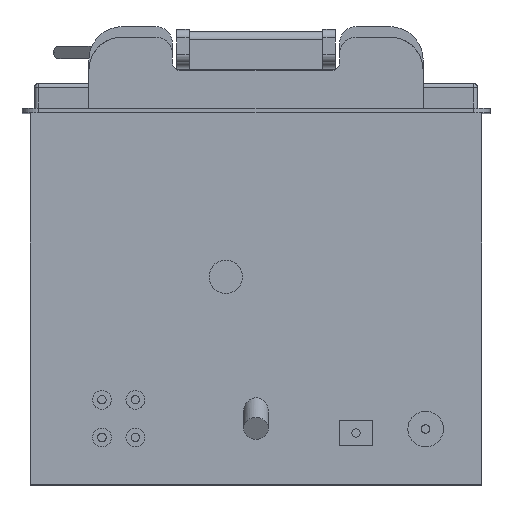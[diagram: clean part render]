
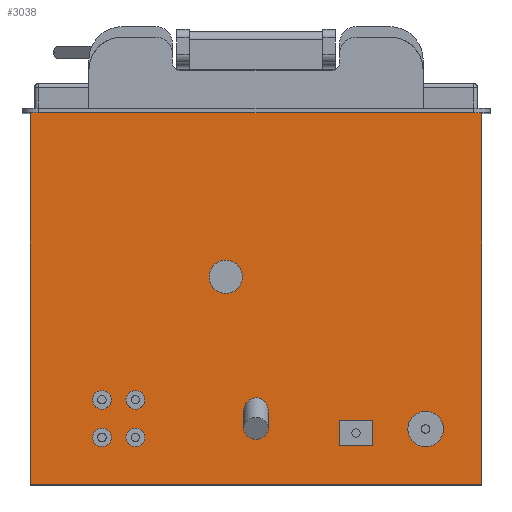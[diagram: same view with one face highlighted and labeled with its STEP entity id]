
A CAD part, top view. The second image highlights one B-rep face of the part: STEP entity #3038.
In plain terms, the highlighted planar face has unit normal (0, 0, 1).
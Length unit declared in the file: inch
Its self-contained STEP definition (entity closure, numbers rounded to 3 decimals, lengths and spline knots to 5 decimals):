
#5=DIRECTION('',(1.,0.,0.));
#6=VECTOR('',#5,13.5);
#7=CARTESIAN_POINT('',(-6.75,0.,6.75));
#8=LINE('',#7,#6);
#145=DIRECTION('',(0.,1.,0.));
#146=VECTOR('',#145,11.125);
#147=CARTESIAN_POINT('',(6.75,0.,6.75));
#148=LINE('',#147,#146);
#149=DIRECTION('',(1.,0.,0.));
#150=VECTOR('',#149,13.5);
#151=CARTESIAN_POINT('',(-6.75,11.125,6.75));
#152=LINE('',#151,#150);
#153=DIRECTION('',(0.,1.,0.));
#154=VECTOR('',#153,11.125);
#155=CARTESIAN_POINT('',(-6.75,0.,6.75));
#156=LINE('',#155,#154);
#157=CARTESIAN_POINT('',(-0.9055,6.213,6.75));
#158=DIRECTION('',(0.,0.,1.));
#159=DIRECTION('',(1.,0.,0.));
#160=AXIS2_PLACEMENT_3D('',#157,#158,#159);
#162=CARTESIAN_POINT('',(-0.9055,6.213,6.75));
#163=DIRECTION('',(0.,0.,1.));
#164=DIRECTION('',(-1.,0.,0.));
#165=AXIS2_PLACEMENT_3D('',#162,#163,#164);
#167=CARTESIAN_POINT('',(0.375,2.16506,6.75));
#168=CARTESIAN_POINT('',(0.375,2.21609,6.75));
#169=CARTESIAN_POINT('',(0.35891,2.32634,6.75));
#170=CARTESIAN_POINT('',(0.27334,2.48039,6.75));
#171=CARTESIAN_POINT('',(0.13872,2.57958,6.75));
#172=CARTESIAN_POINT('',(0.,2.60732,6.75));
#173=CARTESIAN_POINT('',(-0.13872,2.57958,6.75));
#174=CARTESIAN_POINT('',(-0.27334,2.48039,6.75));
#175=CARTESIAN_POINT('',(-0.35891,2.32634,6.75));
#176=CARTESIAN_POINT('',(-0.375,2.21609,6.75));
#177=CARTESIAN_POINT('',(-0.375,2.16506,6.75));
#179=CARTESIAN_POINT('',(-0.375,2.16506,6.75));
#180=CARTESIAN_POINT('',(-0.375,2.11403,6.75));
#181=CARTESIAN_POINT('',(-0.35891,2.00379,6.75));
#182=CARTESIAN_POINT('',(-0.27334,1.84973,6.75));
#183=CARTESIAN_POINT('',(-0.13872,1.75055,6.75));
#184=CARTESIAN_POINT('',(0.,1.7228,6.75));
#185=CARTESIAN_POINT('',(0.13872,1.75055,6.75));
#186=CARTESIAN_POINT('',(0.27334,1.84973,6.75));
#187=CARTESIAN_POINT('',(0.35891,2.00379,6.75));
#188=CARTESIAN_POINT('',(0.375,2.11403,6.75));
#189=CARTESIAN_POINT('',(0.375,2.16506,6.75));
#191=DIRECTION('',(0.,-1.,0.));
#192=VECTOR('',#191,0.75);
#193=CARTESIAN_POINT('',(2.49082,1.91574,6.75));
#194=LINE('',#193,#192);
#195=DIRECTION('',(1.,0.,0.));
#196=VECTOR('',#195,1.);
#197=CARTESIAN_POINT('',(2.49082,1.16574,6.75));
#198=LINE('',#197,#196);
#199=DIRECTION('',(0.,1.,0.));
#200=VECTOR('',#199,0.75);
#201=CARTESIAN_POINT('',(3.49082,1.16574,6.75));
#202=LINE('',#201,#200);
#203=DIRECTION('',(-1.,0.,0.));
#204=VECTOR('',#203,1.);
#205=CARTESIAN_POINT('',(3.49082,1.91574,6.75));
#206=LINE('',#205,#204);
#207=CARTESIAN_POINT('',(5.0735,1.66,6.75));
#208=DIRECTION('',(0.,0.,1.));
#209=DIRECTION('',(1.,0.,0.));
#210=AXIS2_PLACEMENT_3D('',#207,#208,#209);
#212=CARTESIAN_POINT('',(5.0735,1.66,6.75));
#213=DIRECTION('',(0.,0.,1.));
#214=DIRECTION('',(-1.,0.,0.));
#215=AXIS2_PLACEMENT_3D('',#212,#213,#214);
#217=CARTESIAN_POINT('',(-3.6095,1.41,6.75));
#218=DIRECTION('',(0.,0.,1.));
#219=DIRECTION('',(1.,0.,0.));
#220=AXIS2_PLACEMENT_3D('',#217,#218,#219);
#222=CARTESIAN_POINT('',(-3.6095,1.41,6.75));
#223=DIRECTION('',(0.,0.,1.));
#224=DIRECTION('',(-1.,0.,0.));
#225=AXIS2_PLACEMENT_3D('',#222,#223,#224);
#227=CARTESIAN_POINT('',(-4.6095,1.41,6.75));
#228=DIRECTION('',(0.,0.,1.));
#229=DIRECTION('',(1.,0.,0.));
#230=AXIS2_PLACEMENT_3D('',#227,#228,#229);
#232=CARTESIAN_POINT('',(-4.6095,1.41,6.75));
#233=DIRECTION('',(0.,0.,1.));
#234=DIRECTION('',(-1.,0.,0.));
#235=AXIS2_PLACEMENT_3D('',#232,#233,#234);
#237=CARTESIAN_POINT('',(-3.6095,2.535,6.75));
#238=DIRECTION('',(0.,0.,1.));
#239=DIRECTION('',(1.,0.,0.));
#240=AXIS2_PLACEMENT_3D('',#237,#238,#239);
#242=CARTESIAN_POINT('',(-3.6095,2.535,6.75));
#243=DIRECTION('',(0.,0.,1.));
#244=DIRECTION('',(-1.,0.,0.));
#245=AXIS2_PLACEMENT_3D('',#242,#243,#244);
#247=CARTESIAN_POINT('',(-4.6095,2.535,6.75));
#248=DIRECTION('',(0.,0.,1.));
#249=DIRECTION('',(1.,0.,0.));
#250=AXIS2_PLACEMENT_3D('',#247,#248,#249);
#252=CARTESIAN_POINT('',(-4.6095,2.535,6.75));
#253=DIRECTION('',(0.,0.,1.));
#254=DIRECTION('',(-1.,0.,0.));
#255=AXIS2_PLACEMENT_3D('',#252,#253,#254);
#2224=CARTESIAN_POINT('',(-6.75,0.,6.75));
#2226=VERTEX_POINT('',#2224);
#2227=CARTESIAN_POINT('',(6.75,0.,6.75));
#2228=VERTEX_POINT('',#2227);
#2232=CARTESIAN_POINT('',(-6.75,11.125,6.75));
#2234=VERTEX_POINT('',#2232);
#2235=CARTESIAN_POINT('',(6.75,11.125,6.75));
#2236=VERTEX_POINT('',#2235);
#2679=CARTESIAN_POINT('',(-0.4055,6.213,6.75));
#2680=CARTESIAN_POINT('',(-1.4055,6.213,6.75));
#2681=VERTEX_POINT('',#2679);
#2682=VERTEX_POINT('',#2680);
#2687=VERTEX_POINT('',#167);
#2688=VERTEX_POINT('',#177);
#2697=CARTESIAN_POINT('',(2.49082,1.91574,6.75));
#2698=CARTESIAN_POINT('',(2.49082,1.16574,6.75));
#2699=VERTEX_POINT('',#2697);
#2700=VERTEX_POINT('',#2698);
#2701=CARTESIAN_POINT('',(3.49082,1.16574,6.75));
#2702=VERTEX_POINT('',#2701);
#2703=CARTESIAN_POINT('',(3.49082,1.91574,6.75));
#2704=VERTEX_POINT('',#2703);
#2717=CARTESIAN_POINT('',(5.60475,1.66,6.75));
#2718=CARTESIAN_POINT('',(4.54225,1.66,6.75));
#2719=VERTEX_POINT('',#2717);
#2720=VERTEX_POINT('',#2718);
#2733=CARTESIAN_POINT('',(-3.3295,1.41,6.75));
#2734=CARTESIAN_POINT('',(-3.8895,1.41,6.75));
#2735=VERTEX_POINT('',#2733);
#2736=VERTEX_POINT('',#2734);
#2741=CARTESIAN_POINT('',(-4.3295,1.41,6.75));
#2742=CARTESIAN_POINT('',(-4.8895,1.41,6.75));
#2743=VERTEX_POINT('',#2741);
#2744=VERTEX_POINT('',#2742);
#2749=CARTESIAN_POINT('',(-3.3295,2.535,6.75));
#2750=CARTESIAN_POINT('',(-3.8895,2.535,6.75));
#2751=VERTEX_POINT('',#2749);
#2752=VERTEX_POINT('',#2750);
#2757=CARTESIAN_POINT('',(-4.3295,2.535,6.75));
#2758=CARTESIAN_POINT('',(-4.8895,2.535,6.75));
#2759=VERTEX_POINT('',#2757);
#2760=VERTEX_POINT('',#2758);
#2975=CARTESIAN_POINT('',(-6.75,0.,6.75));
#2976=DIRECTION('',(0.,0.,1.));
#2977=DIRECTION('',(1.,0.,0.));
#2978=AXIS2_PLACEMENT_3D('',#2975,#2976,#2977);
#2979=PLANE('',#2978);
#2980=ORIENTED_EDGE('',*,*,#2900,.T.);
#2981=ORIENTED_EDGE('',*,*,#2970,.F.);
#2982=ORIENTED_EDGE('',*,*,#2848,.F.);
#2983=ORIENTED_EDGE('',*,*,#2864,.T.);
#2984=EDGE_LOOP('',(#2980,#2981,#2982,#2983));
#2985=FACE_OUTER_BOUND('',#2984,.F.);
#2987=ORIENTED_EDGE('',*,*,#2986,.T.);
#2989=ORIENTED_EDGE('',*,*,#2988,.T.);
#2990=EDGE_LOOP('',(#2987,#2989));
#2991=FACE_BOUND('',#2990,.F.);
#2993=ORIENTED_EDGE('',*,*,#2992,.T.);
#2995=ORIENTED_EDGE('',*,*,#2994,.T.);
#2996=EDGE_LOOP('',(#2993,#2995));
#2997=FACE_BOUND('',#2996,.F.);
#2999=ORIENTED_EDGE('',*,*,#2998,.T.);
#3001=ORIENTED_EDGE('',*,*,#3000,.T.);
#3003=ORIENTED_EDGE('',*,*,#3002,.T.);
#3005=ORIENTED_EDGE('',*,*,#3004,.T.);
#3006=EDGE_LOOP('',(#2999,#3001,#3003,#3005));
#3007=FACE_BOUND('',#3006,.F.);
#3009=ORIENTED_EDGE('',*,*,#3008,.T.);
#3011=ORIENTED_EDGE('',*,*,#3010,.T.);
#3012=EDGE_LOOP('',(#3009,#3011));
#3013=FACE_BOUND('',#3012,.F.);
#3015=ORIENTED_EDGE('',*,*,#3014,.T.);
#3017=ORIENTED_EDGE('',*,*,#3016,.T.);
#3018=EDGE_LOOP('',(#3015,#3017));
#3019=FACE_BOUND('',#3018,.F.);
#3021=ORIENTED_EDGE('',*,*,#3020,.T.);
#3023=ORIENTED_EDGE('',*,*,#3022,.T.);
#3024=EDGE_LOOP('',(#3021,#3023));
#3025=FACE_BOUND('',#3024,.F.);
#3027=ORIENTED_EDGE('',*,*,#3026,.T.);
#3029=ORIENTED_EDGE('',*,*,#3028,.T.);
#3030=EDGE_LOOP('',(#3027,#3029));
#3031=FACE_BOUND('',#3030,.F.);
#3033=ORIENTED_EDGE('',*,*,#3032,.T.);
#3035=ORIENTED_EDGE('',*,*,#3034,.T.);
#3036=EDGE_LOOP('',(#3033,#3035));
#3037=FACE_BOUND('',#3036,.F.);
#3038=ADVANCED_FACE('',(#2985,#2991,#2997,#3007,#3013,#3019,#3025,#3031,#3037),
#2979,.T.);
#161=CIRCLE('',#160,0.5);
#166=CIRCLE('',#165,0.5);
#178=B_SPLINE_CURVE_WITH_KNOTS('',3,(#167,#168,#169,#170,#171,#172,#173,#174,
#175,#176,#177),.UNSPECIFIED.,.F.,.F.,(4,1,1,1,1,1,1,1,4),(0.,0.125,0.25,
0.375,0.5,0.625,0.75,0.875,1.),.UNSPECIFIED.);
#190=B_SPLINE_CURVE_WITH_KNOTS('',3,(#179,#180,#181,#182,#183,#184,#185,#186,
#187,#188,#189),.UNSPECIFIED.,.F.,.F.,(4,1,1,1,1,1,1,1,4),(0.,0.125,0.25,
0.375,0.5,0.625,0.75,0.875,1.),.UNSPECIFIED.);
#211=CIRCLE('',#210,0.53125);
#216=CIRCLE('',#215,0.53125);
#221=CIRCLE('',#220,0.28);
#226=CIRCLE('',#225,0.28);
#231=CIRCLE('',#230,0.28);
#236=CIRCLE('',#235,0.28);
#241=CIRCLE('',#240,0.28);
#246=CIRCLE('',#245,0.28);
#251=CIRCLE('',#250,0.28);
#256=CIRCLE('',#255,0.28);
#2848=EDGE_CURVE('',#2226,#2228,#8,.T.);
#2864=EDGE_CURVE('',#2226,#2234,#156,.T.);
#2900=EDGE_CURVE('',#2234,#2236,#152,.T.);
#2970=EDGE_CURVE('',#2228,#2236,#148,.T.);
#2986=EDGE_CURVE('',#2681,#2682,#161,.T.);
#2988=EDGE_CURVE('',#2682,#2681,#166,.T.);
#2992=EDGE_CURVE('',#2687,#2688,#178,.T.);
#2994=EDGE_CURVE('',#2688,#2687,#190,.T.);
#2998=EDGE_CURVE('',#2699,#2700,#194,.T.);
#3000=EDGE_CURVE('',#2700,#2702,#198,.T.);
#3002=EDGE_CURVE('',#2702,#2704,#202,.T.);
#3004=EDGE_CURVE('',#2704,#2699,#206,.T.);
#3008=EDGE_CURVE('',#2719,#2720,#211,.T.);
#3010=EDGE_CURVE('',#2720,#2719,#216,.T.);
#3014=EDGE_CURVE('',#2735,#2736,#221,.T.);
#3016=EDGE_CURVE('',#2736,#2735,#226,.T.);
#3020=EDGE_CURVE('',#2743,#2744,#231,.T.);
#3022=EDGE_CURVE('',#2744,#2743,#236,.T.);
#3026=EDGE_CURVE('',#2751,#2752,#241,.T.);
#3028=EDGE_CURVE('',#2752,#2751,#246,.T.);
#3032=EDGE_CURVE('',#2759,#2760,#251,.T.);
#3034=EDGE_CURVE('',#2760,#2759,#256,.T.);
